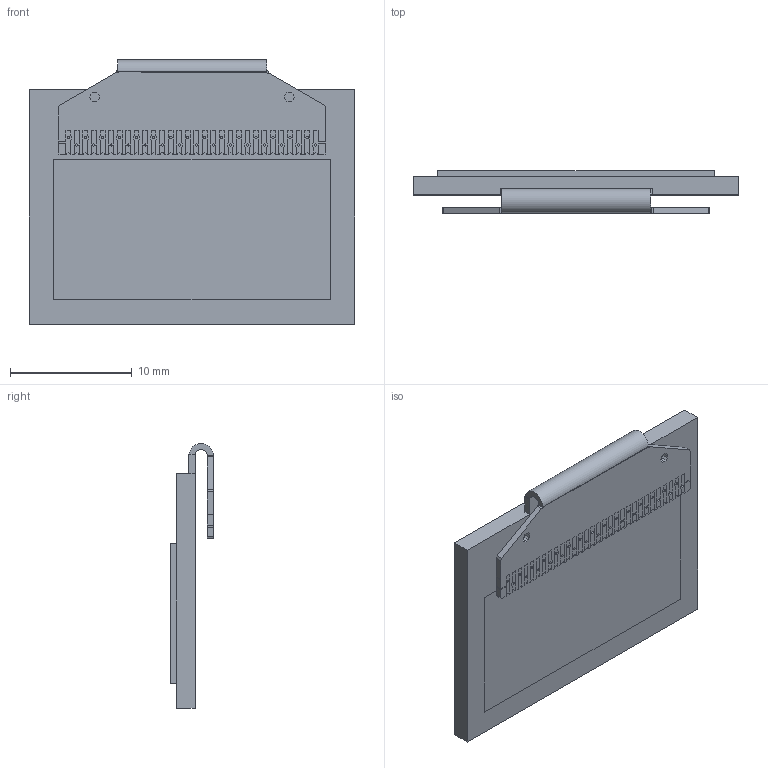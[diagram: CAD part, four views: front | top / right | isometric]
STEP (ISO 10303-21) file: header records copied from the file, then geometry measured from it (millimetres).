
FILE_DESCRIPTION(/* description */ (''),/* implementation_level */ '2;1');
FILE_NAME(/* name */ 'SSD1306 v4.step',/* time_stamp */ '2022-03-13T16:50:53-06:00',/* author */ (''),/* organization */ (''),/* preprocessor_version */ 'ST-DEVELOPER v18.1',/* originating_system */ 'Autodesk Translation Framework v10.13.0.1454',/* authorisation */ '');
FILE_SCHEMA (('AUTOMOTIVE_DESIGN { 1 0 10303 214 3 1 1 }'));
Length unit declared in the file: millimetre
Products named in the file (1): SSD1306
Bounding box: 26.7 x 3.5 x 21.72 mm (x, y, z)
Volume: 1383.5 mm3; surface area: 2377.8 mm2
Topology: 35 solids, 35 shells, 1298 faces, 3684 edges, 2456 vertices
Faces by surface type: plane 1288, cylinder 10
Full cylindrical faces by diameter (mm): 0.184 x1
Entity records: 41409 total; most frequent: CARTESIAN_POINT 7439, ORIENTED_EDGE 7368, DIRECTION 6302, EDGE_CURVE 3684, LINE 3664, VECTOR 3664, VERTEX_POINT 2456, EDGE_LOOP 1364
